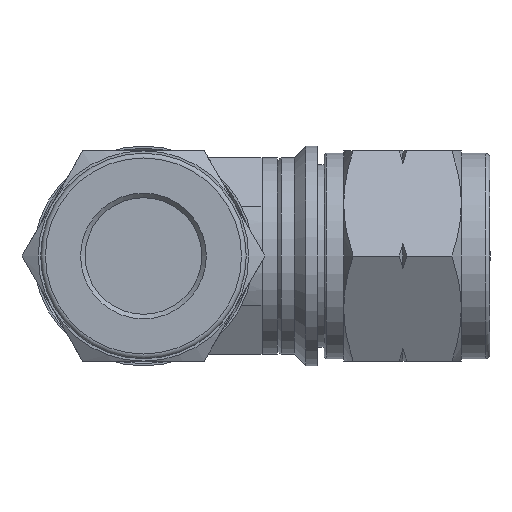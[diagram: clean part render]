
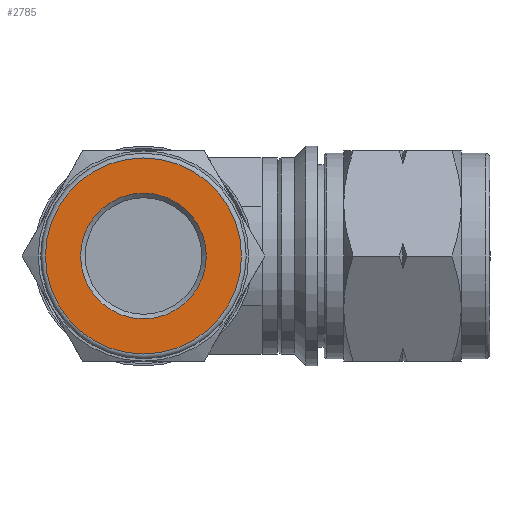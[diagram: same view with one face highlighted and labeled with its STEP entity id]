
A CAD part, left-side view. The second image highlights one B-rep face of the part: STEP entity #2785.
In plain terms, the highlighted planar face has unit normal (-1, 0, 0).
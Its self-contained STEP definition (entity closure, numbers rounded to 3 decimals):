
#67=FACE_BOUND('',#652,.T.);
#196=CIRCLE('',#3107,6.575);
#198=CIRCLE('',#3110,10.25);
#454=FACE_OUTER_BOUND('',#651,.T.);
#651=EDGE_LOOP('',(#2404));
#652=EDGE_LOOP('',(#2405));
#1299=VERTEX_POINT('',#4934);
#1300=VERTEX_POINT('',#4939);
#1682=EDGE_CURVE('',#1299,#1299,#196,.T.);
#1684=EDGE_CURVE('',#1300,#1300,#198,.T.);
#2404=ORIENTED_EDGE('',*,*,#1684,.F.);
#2405=ORIENTED_EDGE('',*,*,#1682,.T.);
#2618=PLANE('',#3109);
#2785=ADVANCED_FACE('',(#454,#67),#2618,.T.);
#3107=AXIS2_PLACEMENT_3D('',#4936,#3771,#3772);
#3109=AXIS2_PLACEMENT_3D('',#4938,#3775,#3776);
#3110=AXIS2_PLACEMENT_3D('',#4940,#3777,#3778);
#3771=DIRECTION('center_axis',(1.,0.,0.));
#3772=DIRECTION('ref_axis',(0.,0.,-1.));
#3775=DIRECTION('center_axis',(-1.,0.,0.));
#3776=DIRECTION('ref_axis',(0.,0.,1.));
#3777=DIRECTION('center_axis',(1.,0.,0.));
#3778=DIRECTION('ref_axis',(0.,0.,-1.));
#4934=CARTESIAN_POINT('',(-36.245,-6.575,0.));
#4936=CARTESIAN_POINT('Origin',(-36.245,0.,
0.));
#4938=CARTESIAN_POINT('Origin',(-36.245,10.25,0.));
#4939=CARTESIAN_POINT('',(-36.245,0.,10.25));
#4940=CARTESIAN_POINT('Origin',(-36.245,0.,
0.));
